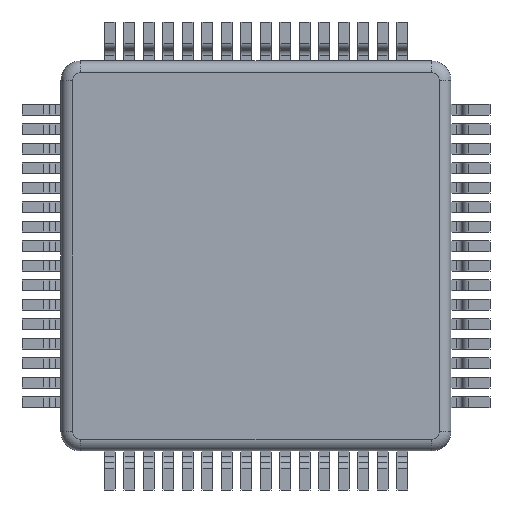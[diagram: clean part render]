
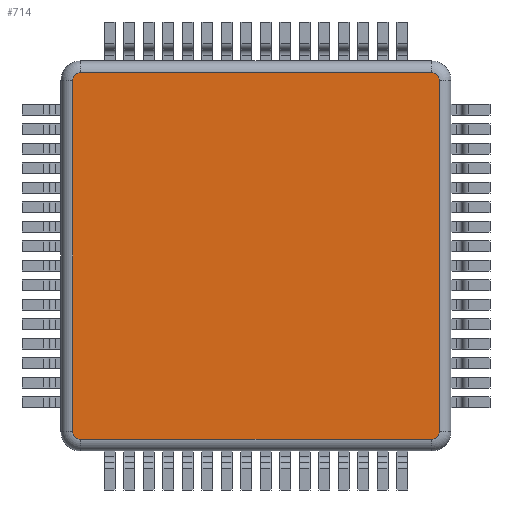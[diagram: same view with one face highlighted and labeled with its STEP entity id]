
A CAD part, front view. The second image highlights one B-rep face of the part: STEP entity #714.
In plain terms, the highlighted planar face has unit normal (0, -1, 0).
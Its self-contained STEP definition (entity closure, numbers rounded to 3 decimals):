
#16 = CARTESIAN_POINT ( 'NONE',  ( -4.5, 0., 4.7 ) ) ;
#66 = CARTESIAN_POINT ( 'NONE',  ( 4.7, 0., 4.5 ) ) ;
#94 = CARTESIAN_POINT ( 'NONE',  ( 4.5, 0., -4.7 ) ) ;
#108 = DIRECTION ( 'NONE',  ( 0., 0., -1. ) ) ;
#117 = DIRECTION ( 'NONE',  ( 0., -1., 0. ) ) ;
#118 = CARTESIAN_POINT ( 'NONE',  ( 4.5, 0., 4.5 ) ) ;
#129 = DIRECTION ( 'NONE',  ( 0., 0., -1. ) ) ;
#156 = DIRECTION ( 'NONE',  ( 0., 0., -1. ) ) ;
#193 = PLANE ( 'NONE',  #981 ) ;
#262 = DIRECTION ( 'NONE',  ( 0., 0., -1. ) ) ;
#341 = DIRECTION ( 'NONE',  ( 0., -1., 0. ) ) ;
#342 = VERTEX_POINT ( 'NONE', #909 ) ;
#345 = ORIENTED_EDGE ( 'NONE', *, *, #1177, .T. ) ;
#438 = CARTESIAN_POINT ( 'NONE',  ( -4.7, 0., -4.5 ) ) ;
#447 = DIRECTION ( 'NONE',  ( 0., 0., -1. ) ) ;
#450 = DIRECTION ( 'NONE',  ( 0., 0., 1. ) ) ;
#472 = CARTESIAN_POINT ( 'NONE',  ( -4.5, 0., -4.7 ) ) ;
#484 = LINE ( 'NONE', #94, #1284 ) ;
#554 = AXIS2_PLACEMENT_3D ( 'NONE', #118, #117, #108 ) ;
#580 = CARTESIAN_POINT ( 'NONE',  ( -4.7, 0., 4.5 ) ) ;
#597 = CIRCLE ( 'NONE', #696, 0.2 ) ;
#607 = CARTESIAN_POINT ( 'NONE',  ( 4.7, 0., 4.5 ) ) ;
#612 = CIRCLE ( 'NONE', #554, 0.2 ) ;
#685 = DIRECTION ( 'NONE',  ( 0., -1., 0. ) ) ;
#696 = AXIS2_PLACEMENT_3D ( 'NONE', #816, #805, #129 ) ;
#703 = AXIS2_PLACEMENT_3D ( 'NONE', #940, #1053, #447 ) ;
#714 = ADVANCED_FACE ( 'NONE', ( #1871 ), #193, .T. ) ;
#779 = CARTESIAN_POINT ( 'NONE',  ( -4.7, 0., -4.5 ) ) ;
#804 = DIRECTION ( 'NONE',  ( -1., 0., 0. ) ) ;
#805 = DIRECTION ( 'NONE',  ( 0., -1., 0. ) ) ;
#816 = CARTESIAN_POINT ( 'NONE',  ( 4.5, 0., -4.5 ) ) ;
#860 = CARTESIAN_POINT ( 'NONE',  ( 4.5, 0., -4.5 ) ) ;
#864 = AXIS2_PLACEMENT_3D ( 'NONE', #2173, #341, #262 ) ;
#902 = VECTOR ( 'NONE', #804, 1000. ) ;
#907 = LINE ( 'NONE', #1291, #902 ) ;
#909 = CARTESIAN_POINT ( 'NONE',  ( 4.7, 0., -4.5 ) ) ;
#918 = VECTOR ( 'NONE', #450, 1000. ) ;
#940 = CARTESIAN_POINT ( 'NONE',  ( -4.5, 0., 4.5 ) ) ;
#979 = CIRCLE ( 'NONE', #864, 0.2 ) ;
#981 = AXIS2_PLACEMENT_3D ( 'NONE', #860, #685, #1760 ) ;
#1005 = VECTOR ( 'NONE', #156, 1000. ) ;
#1006 = LINE ( 'NONE', #779, #1005 ) ;
#1053 = DIRECTION ( 'NONE',  ( 0., -1., 0. ) ) ;
#1099 = EDGE_CURVE ( 'NONE', #1927, #2054, #1006, .T. ) ;
#1130 = EDGE_CURVE ( 'NONE', #2054, #1980, #979, .T. ) ;
#1173 = EDGE_CURVE ( 'NONE', #342, #2239, #1761, .T. ) ;
#1177 = EDGE_CURVE ( 'NONE', #1980, #1467, #484, .T. ) ;
#1189 = EDGE_CURVE ( 'NONE', #1476, #1317, #907, .T. ) ;
#1284 = VECTOR ( 'NONE', #2266, 1000. ) ;
#1291 = CARTESIAN_POINT ( 'NONE',  ( -4.5, 0., 4.7 ) ) ;
#1316 = ORIENTED_EDGE ( 'NONE', *, *, #1572, .T. ) ;
#1317 = VERTEX_POINT ( 'NONE', #16 ) ;
#1351 = ORIENTED_EDGE ( 'NONE', *, *, #1189, .T. ) ;
#1436 = CARTESIAN_POINT ( 'NONE',  ( 4.5, 0., -4.7 ) ) ;
#1467 = VERTEX_POINT ( 'NONE', #1436 ) ;
#1476 = VERTEX_POINT ( 'NONE', #1809 ) ;
#1509 = EDGE_LOOP ( 'NONE', ( #1728, #345, #1316, #1650, #1561, #1351, #1676, #2039 ) ) ;
#1559 = EDGE_CURVE ( 'NONE', #1317, #1927, #2004, .T. ) ;
#1561 = ORIENTED_EDGE ( 'NONE', *, *, #2134, .T. ) ;
#1572 = EDGE_CURVE ( 'NONE', #1467, #342, #597, .T. ) ;
#1650 = ORIENTED_EDGE ( 'NONE', *, *, #1173, .T. ) ;
#1676 = ORIENTED_EDGE ( 'NONE', *, *, #1559, .T. ) ;
#1728 = ORIENTED_EDGE ( 'NONE', *, *, #1130, .T. ) ;
#1760 = DIRECTION ( 'NONE',  ( 0., 0., -1. ) ) ;
#1761 = LINE ( 'NONE', #607, #918 ) ;
#1809 = CARTESIAN_POINT ( 'NONE',  ( 4.5, 0., 4.7 ) ) ;
#1871 = FACE_OUTER_BOUND ( 'NONE', #1509, .T. ) ;
#1927 = VERTEX_POINT ( 'NONE', #580 ) ;
#1980 = VERTEX_POINT ( 'NONE', #472 ) ;
#2004 = CIRCLE ( 'NONE', #703, 0.2 ) ;
#2039 = ORIENTED_EDGE ( 'NONE', *, *, #1099, .T. ) ;
#2054 = VERTEX_POINT ( 'NONE', #438 ) ;
#2134 = EDGE_CURVE ( 'NONE', #2239, #1476, #612, .T. ) ;
#2173 = CARTESIAN_POINT ( 'NONE',  ( -4.5, 0., -4.5 ) ) ;
#2239 = VERTEX_POINT ( 'NONE', #66 ) ;
#2266 = DIRECTION ( 'NONE',  ( 1., 0., 0. ) ) ;
